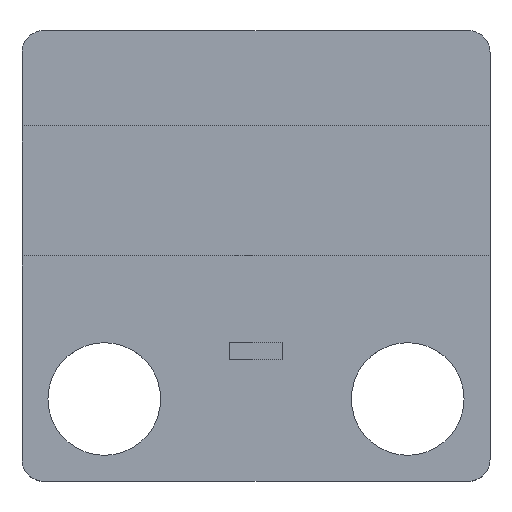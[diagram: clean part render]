
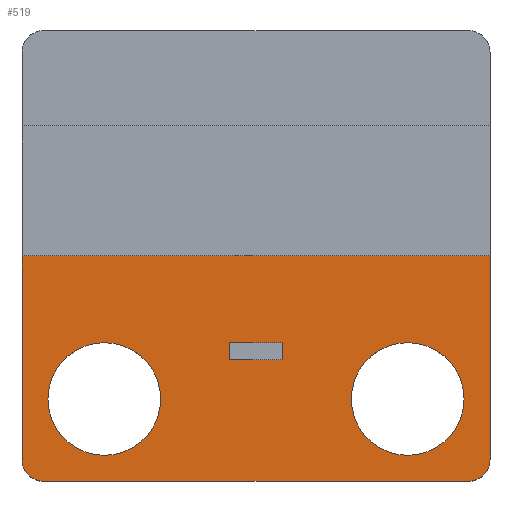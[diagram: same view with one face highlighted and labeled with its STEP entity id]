
A CAD part, top view. The second image highlights one B-rep face of the part: STEP entity #519.
In plain terms, the highlighted planar face has unit normal (0, 0, 1).
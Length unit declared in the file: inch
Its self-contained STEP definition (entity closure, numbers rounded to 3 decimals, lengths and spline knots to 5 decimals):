
#15=FACE_BOUND('',#84,.T.);
#16=FACE_BOUND('',#85,.T.);
#17=FACE_BOUND('',#86,.T.);
#31=PLANE('',#565);
#55=FACE_OUTER_BOUND('',#83,.T.);
#83=EDGE_LOOP('',(#407,#408,#409,#410,#411,#412));
#84=EDGE_LOOP('',(#413));
#85=EDGE_LOOP('',(#414));
#86=EDGE_LOOP('',(#415,#416,#417,#418));
#107=LINE('',#747,#167);
#111=LINE('',#755,#171);
#114=LINE('',#761,#174);
#117=LINE('',#766,#177);
#129=LINE('',#793,#189);
#135=LINE('',#804,#195);
#136=LINE('',#808,#196);
#137=LINE('',#811,#197);
#167=VECTOR('',#607,0.3937);
#171=VECTOR('',#613,0.3937);
#174=VECTOR('',#618,0.3937);
#177=VECTOR('',#623,0.3937);
#189=VECTOR('',#645,0.3937);
#195=VECTOR('',#655,0.3937);
#196=VECTOR('',#658,0.3937);
#197=VECTOR('',#661,0.3937);
#226=CIRCLE('',#551,0.065);
#228=CIRCLE('',#554,0.065);
#229=CIRCLE('',#566,0.025);
#230=CIRCLE('',#567,0.025);
#238=VERTEX_POINT('',#735);
#240=VERTEX_POINT('',#741);
#241=VERTEX_POINT('',#745);
#242=VERTEX_POINT('',#746);
#245=VERTEX_POINT('',#754);
#247=VERTEX_POINT('',#760);
#257=VERTEX_POINT('',#791);
#258=VERTEX_POINT('',#792);
#261=VERTEX_POINT('',#803);
#262=VERTEX_POINT('',#805);
#263=VERTEX_POINT('',#807);
#264=VERTEX_POINT('',#809);
#287=EDGE_CURVE('',#238,#238,#226,.T.);
#290=EDGE_CURVE('',#240,#240,#228,.T.);
#291=EDGE_CURVE('',#241,#242,#107,.T.);
#295=EDGE_CURVE('',#242,#245,#111,.T.);
#298=EDGE_CURVE('',#245,#247,#114,.T.);
#301=EDGE_CURVE('',#247,#241,#117,.T.);
#313=EDGE_CURVE('',#257,#258,#129,.T.);
#319=EDGE_CURVE('',#261,#258,#135,.T.);
#320=EDGE_CURVE('',#262,#261,#229,.T.);
#321=EDGE_CURVE('',#263,#262,#136,.T.);
#322=EDGE_CURVE('',#264,#263,#230,.T.);
#323=EDGE_CURVE('',#257,#264,#137,.T.);
#407=ORIENTED_EDGE('',*,*,#313,.T.);
#408=ORIENTED_EDGE('',*,*,#319,.F.);
#409=ORIENTED_EDGE('',*,*,#320,.F.);
#410=ORIENTED_EDGE('',*,*,#321,.F.);
#411=ORIENTED_EDGE('',*,*,#322,.F.);
#412=ORIENTED_EDGE('',*,*,#323,.F.);
#413=ORIENTED_EDGE('',*,*,#287,.T.);
#414=ORIENTED_EDGE('',*,*,#290,.T.);
#415=ORIENTED_EDGE('',*,*,#291,.T.);
#416=ORIENTED_EDGE('',*,*,#295,.T.);
#417=ORIENTED_EDGE('',*,*,#298,.T.);
#418=ORIENTED_EDGE('',*,*,#301,.T.);
#519=ADVANCED_FACE('',(#55,#15,#16,#17),#31,.T.);
#551=AXIS2_PLACEMENT_3D('',#737,#596,#597);
#554=AXIS2_PLACEMENT_3D('',#743,#603,#604);
#565=AXIS2_PLACEMENT_3D('',#802,#653,#654);
#566=AXIS2_PLACEMENT_3D('',#806,#656,#657);
#567=AXIS2_PLACEMENT_3D('',#810,#659,#660);
#596=DIRECTION('center_axis',(0.,0.,-1.));
#597=DIRECTION('ref_axis',(1.,0.,0.));
#603=DIRECTION('center_axis',(0.,0.,-1.));
#604=DIRECTION('ref_axis',(1.,0.,0.));
#607=DIRECTION('',(0.,1.,0.));
#613=DIRECTION('',(1.,0.,0.));
#618=DIRECTION('',(0.,-1.,0.));
#623=DIRECTION('',(-1.,0.,0.));
#645=DIRECTION('',(-1.,0.,0.));
#653=DIRECTION('center_axis',(0.,0.,1.));
#654=DIRECTION('ref_axis',(1.,0.,0.));
#655=DIRECTION('',(0.,1.,0.));
#656=DIRECTION('center_axis',(0.,0.,-1.));
#657=DIRECTION('ref_axis',(-0.707,-0.707,0.));
#658=DIRECTION('',(-1.,0.,0.));
#659=DIRECTION('center_axis',(0.,0.,-1.));
#660=DIRECTION('ref_axis',(0.707,-0.707,0.));
#661=DIRECTION('',(0.,-1.,0.));
#735=CARTESIAN_POINT('',(0.38,0.095,0.03));
#737=CARTESIAN_POINT('Origin',(0.445,0.095,0.03));
#741=CARTESIAN_POINT('',(0.03,0.095,0.03));
#743=CARTESIAN_POINT('Origin',(0.095,0.095,0.03));
#745=CARTESIAN_POINT('',(0.24,0.14,0.03));
#746=CARTESIAN_POINT('',(0.24,0.16,0.03));
#747=CARTESIAN_POINT('',(0.24,0.21,0.03));
#754=CARTESIAN_POINT('',(0.3,0.16,0.03));
#755=CARTESIAN_POINT('',(0.285,0.16,0.03));
#760=CARTESIAN_POINT('',(0.3,0.14,0.03));
#761=CARTESIAN_POINT('',(0.3,0.2,0.03));
#766=CARTESIAN_POINT('',(0.255,0.14,0.03));
#791=CARTESIAN_POINT('',(0.54,0.26,0.03));
#792=CARTESIAN_POINT('',(0.,0.26,0.03));
#793=CARTESIAN_POINT('',(0.135,0.26,0.03));
#802=CARTESIAN_POINT('Origin',(0.27,0.26,0.03));
#803=CARTESIAN_POINT('',(0.,0.025,0.03));
#804=CARTESIAN_POINT('',(0.,0.40538,0.03));
#805=CARTESIAN_POINT('',(0.025,0.,0.03));
#806=CARTESIAN_POINT('Origin',(0.025,0.025,0.03));
#807=CARTESIAN_POINT('',(0.515,0.,0.03));
#808=CARTESIAN_POINT('',(0.135,0.,0.03));
#809=CARTESIAN_POINT('',(0.54,0.025,0.03));
#810=CARTESIAN_POINT('Origin',(0.515,0.025,0.03));
#811=CARTESIAN_POINT('',(0.54,0.14538,0.03));
